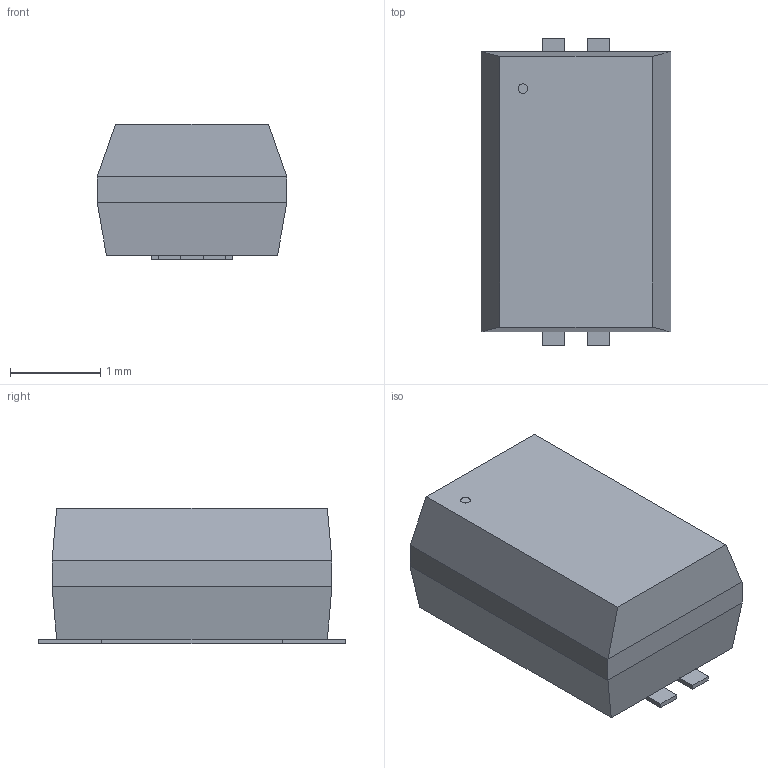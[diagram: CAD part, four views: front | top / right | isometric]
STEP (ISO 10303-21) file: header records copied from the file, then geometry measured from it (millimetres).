
FILE_DESCRIPTION(('STEP AP214'),'1');
FILE_NAME('DSS12_P9X2','2020-04-20T15:03:16',(''),(''),'','','');
FILE_SCHEMA(('AUTOMOTIVE_DESIGN'));
Length unit declared in the file: millimetre
Products named in the file (1): product
Bounding box: 2.1 x 3.4 x 1.5 mm (x, y, z)
Volume: 8.9 mm3; surface area: 31.3 mm2
Topology: 7 solids, 19 shells, 47 faces, 91 edges, 58 vertices
Faces by surface type: plane 46, cylinder 1
Full cylindrical faces by diameter (mm): 0.105 x1
Entity records: 1184 total; most frequent: DIRECTION 190, ORIENTED_EDGE 180, CARTESIAN_POINT 109, EDGE_CURVE 90, LINE 88, VECTOR 88, VERTEX_POINT 58, AXIS2_PLACEMENT_3D 51
